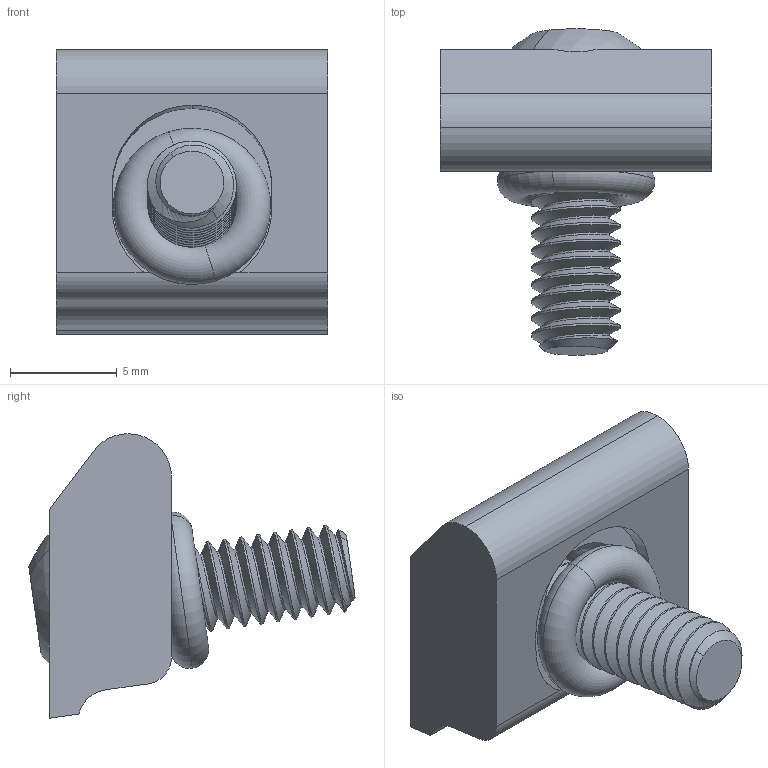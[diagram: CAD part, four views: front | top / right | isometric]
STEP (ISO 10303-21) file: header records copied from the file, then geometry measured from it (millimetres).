
FILE_DESCRIPTION (( 'STEP AP214' ), '1' );
FILE_NAME ('26040.STEP', '2023-09-21T13:07:40', ( '' ), ( '' ), 'SwSTEP 2.0', 'SolidWorks 2021', '' );
FILE_SCHEMA (( 'AUTOMOTIVE_DESIGN' ));
Length unit declared in the file: inch
Products named in the file (4): 007 O-RING_007 O-RING; 26040; 83212 BHCS_83212 BHSC; 260401_260651
Assembly tree (3 placements, depth 2):
  26040
    260401_260651
    83212 BHCS_83212 BHSC
    007 O-RING_007 O-RING
Bounding box: 12.7 x 15.26 x 13.31 mm (x, y, z)
Volume: 877.7 mm3; surface area: 1102.3 mm2
Topology: 3 solids, 3 shells, 101 faces, 258 edges, 163 vertices
Faces by surface type: cylinder 47, plane 29, cone 16, torus 4, bspline 3, sphere 2
Entity records: 5751 total; most frequent: CARTESIAN_POINT 3349, ORIENTED_EDGE 516, DIRECTION 433, EDGE_CURVE 258, VERTEX_POINT 163, AXIS2_PLACEMENT_3D 161, VECTOR 111, LINE 111
